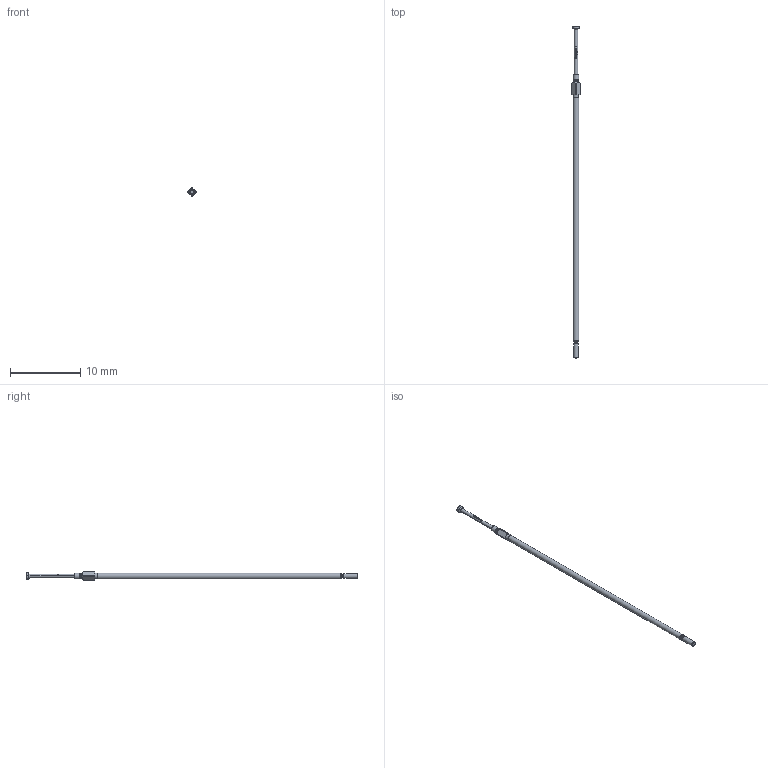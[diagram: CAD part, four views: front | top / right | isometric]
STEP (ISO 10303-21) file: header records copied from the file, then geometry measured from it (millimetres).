
FILE_DESCRIPTION (( 'STEP AP203' ), '1' );
FILE_NAME ('INGUN_GKS-050_303_090_A_xx03_M.STEP', '2021-09-15T08:53:43', ( 'ochi' ), ( '' ), 'SwSTEP 2.0', 'SolidWorks 2018', '' );
FILE_SCHEMA (( 'CONFIG_CONTROL_DESIGN' ));
Length unit declared in the file: millimetre
Products named in the file (1): INGUN_GKS-050_303_090_A_xx03_M
Bounding box: 1.15 x 47.3 x 1.15 mm (x, y, z)
Volume: 21.5 mm3; surface area: 114.9 mm2
Topology: 1 solids, 1 shells, 107 faces, 262 edges, 165 vertices
Faces by surface type: plane 39, cylinder 26, bspline 22, cone 12, torus 8
Entity records: 4910 total; most frequent: CARTESIAN_POINT 2664, ORIENTED_EDGE 520, DIRECTION 328, EDGE_CURVE 260, VERTEX_POINT 165, B_SPLINE_CURVE_WITH_KNOTS 162, AXIS2_PLACEMENT_3D 144, EDGE_LOOP 117
